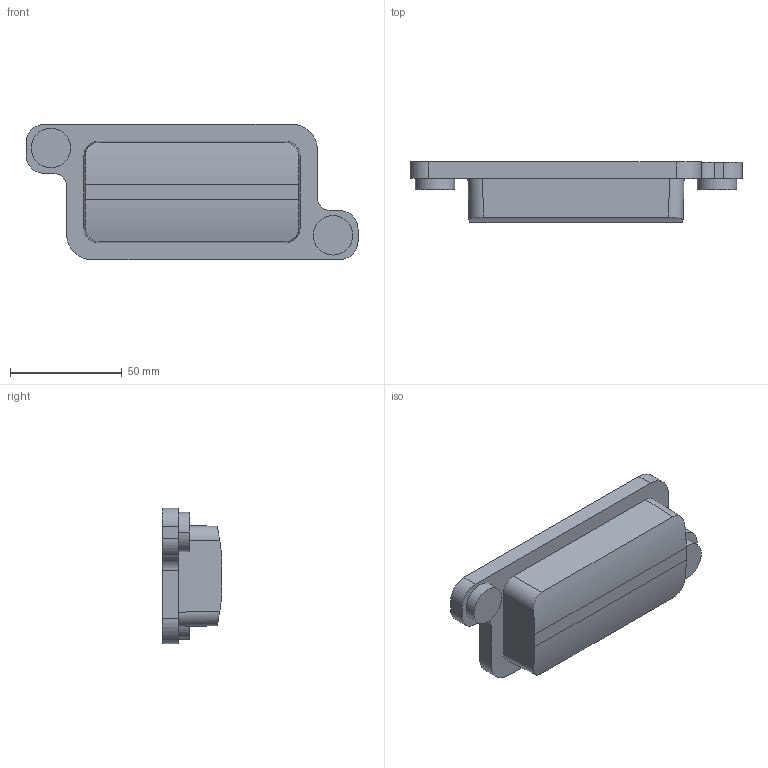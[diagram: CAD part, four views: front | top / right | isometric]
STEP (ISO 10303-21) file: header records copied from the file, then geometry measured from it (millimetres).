
FILE_DESCRIPTION(('Creo Elements/Direct Modeling STEP Export'),'2;1');
FILE_NAME('CGCP 10 MB.stp','2012-11-06T11:20:32',(''),(''),'Creo Elements/Direct Modeling STEP processor for AP214 (Solid Model)','Creo Elements/Direct Modeling 18.0B 02-Dec-2011 (C) Parametric Technology GmbH','');
FILE_SCHEMA(('AUTOMOTIVE_DESIGN { 1 0 10303 214 1 1 1 1 }'));
Length unit declared in the file: millimetre
Products named in the file (2): 54060.1
Assembly tree (1 placements, depth 2):
  54060.1
    54060.1
Bounding box: 148.3 x 26.8 x 60.5 mm (x, y, z)
Volume: 94111.3 mm3; surface area: 25827.9 mm2
Topology: 1 solids, 1 shells, 58 faces, 150 edges, 100 vertices
Faces by surface type: cylinder 30, plane 28
Entity records: 1906 total; most frequent: CARTESIAN_POINT 349, DIRECTION 304, ORIENTED_EDGE 300, EDGE_CURVE 150, AXIS2_PLACEMENT_3D 107, VERTEX_POINT 100, VECTOR 90, LINE 90
